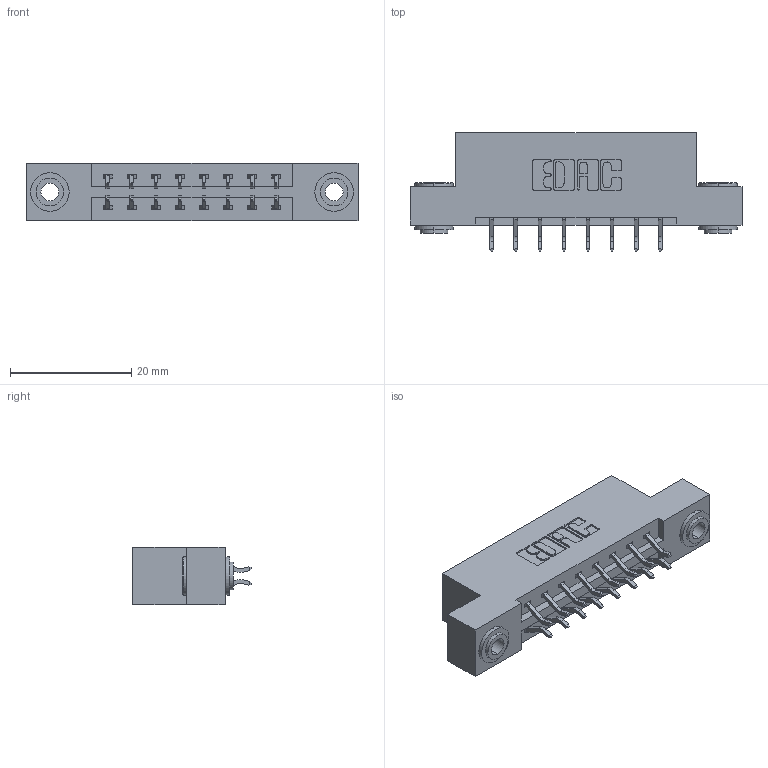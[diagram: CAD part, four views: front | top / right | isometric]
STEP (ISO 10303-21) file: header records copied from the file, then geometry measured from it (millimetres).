
FILE_DESCRIPTION (( 'STEP AP203' ), '1' );
FILE_NAME ('387-016-556-203.STEP', '2019-10-15T23:46:20', ( '' ), ( '' ), 'SwSTEP 2.0', 'SolidWorks 2016', '' );
FILE_SCHEMA (( 'CONFIG_CONTROL_DESIGN' ));
Length unit declared in the file: inch
Products named in the file (4): 345-292-001_556 Tail; 345-250-002_345-250-002-102; 337 Part_Flush Mounting Lugs - 0.156 Dia-TH; 387-016-556-203
Assembly tree (19 placements, depth 2):
  387-016-556-203
    337 Part_Flush Mounting Lugs - 0.156 Dia-TH
    345-292-001_556 Tail  x16
    345-250-002_345-250-002-102  x2
Bounding box: 54.71 x 19.57 x 9.4 mm (x, y, z)
Volume: 5332.1 mm3; surface area: 5905.2 mm2
Topology: 19 solids, 19 shells, 1112 faces, 3251 edges, 2142 vertices
Faces by surface type: plane 752, cylinder 352, cone 8
Entity records: 11470 total; most frequent: CARTESIAN_POINT 1949, ORIENTED_EDGE 1866, DIRECTION 1743, EDGE_CURVE 933, LINE 773, VECTOR 773, VERTEX_POINT 618, AXIS2_PLACEMENT_3D 485
